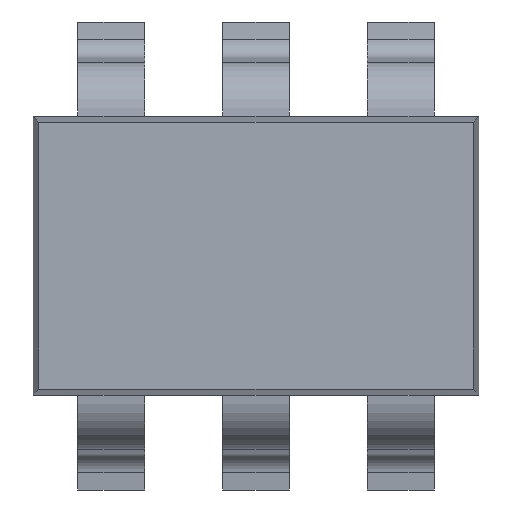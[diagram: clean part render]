
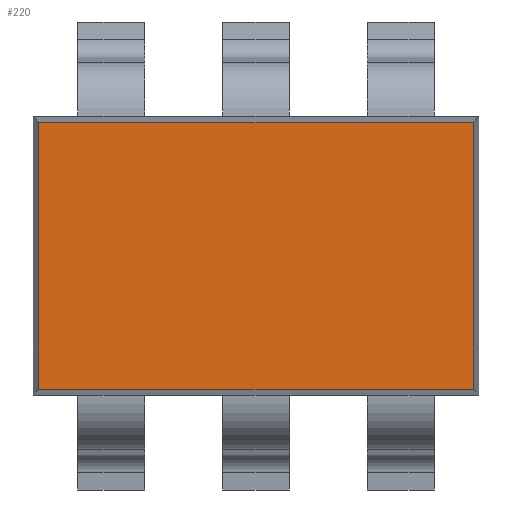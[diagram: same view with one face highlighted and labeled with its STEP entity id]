
A CAD part, top view. The second image highlights one B-rep face of the part: STEP entity #220.
In plain terms, the highlighted planar face has unit normal (0, 0, 1).
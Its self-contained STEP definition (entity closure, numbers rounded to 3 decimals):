
#220 = ADVANCED_FACE( '', ( #464 ), #465, .T. );
#464 = FACE_OUTER_BOUND( '', #729, .T. );
#465 = PLANE( '', #730 );
#729 = EDGE_LOOP( '', ( #1317, #1318, #1319, #1320 ) );
#730 = AXIS2_PLACEMENT_3D( '', #1321, #1322, #1323 );
#1317 = ORIENTED_EDGE( '', *, *, #1848, .T. );
#1318 = ORIENTED_EDGE( '', *, *, #1708, .F. );
#1319 = ORIENTED_EDGE( '', *, *, #1839, .F. );
#1320 = ORIENTED_EDGE( '', *, *, #1849, .T. );
#1321 = CARTESIAN_POINT( '', ( 1., 0.599, 0.45 ) );
#1322 = DIRECTION( '', ( 0., 0., 1. ) );
#1323 = DIRECTION( '', ( 1., 0., 0. ) );
#1708 = EDGE_CURVE( '', #2089, #2090, #2091, .T. );
#1839 = EDGE_CURVE( '', #2272, #2089, #2273, .T. );
#1848 = EDGE_CURVE( '', #2283, #2090, #2284, .T. );
#1849 = EDGE_CURVE( '', #2272, #2283, #2285, .T. );
#2089 = VERTEX_POINT( '', #2595 );
#2090 = VERTEX_POINT( '', #2596 );
#2091 = LINE( '', #2597, #2598 );
#2272 = VERTEX_POINT( '', #2852 );
#2273 = LINE( '', #2853, #2854 );
#2283 = VERTEX_POINT( '', #2870 );
#2284 = LINE( '', #2871, #2872 );
#2285 = LINE( '', #2873, #2874 );
#2595 = CARTESIAN_POINT( '', ( -0.974, -0.599, 0.45 ) );
#2596 = CARTESIAN_POINT( '', ( -0.974, 0.599, 0.45 ) );
#2597 = CARTESIAN_POINT( '', ( -0.974, -2.543, 0.45 ) );
#2598 = VECTOR( '', #3089, 1000. );
#2852 = CARTESIAN_POINT( '', ( 0.974, -0.599, 0.45 ) );
#2853 = CARTESIAN_POINT( '', ( 1., -0.599, 0.45 ) );
#2854 = VECTOR( '', #3229, 1000. );
#2870 = CARTESIAN_POINT( '', ( 0.974, 0.599, 0.45 ) );
#2871 = CARTESIAN_POINT( '', ( 1., 0.599, 0.45 ) );
#2872 = VECTOR( '', #3236, 1000. );
#2873 = CARTESIAN_POINT( '', ( 0.974, -2.543, 0.45 ) );
#2874 = VECTOR( '', #3237, 1000. );
#3089 = DIRECTION( '', ( 0., 1., 0. ) );
#3229 = DIRECTION( '', ( -1., 0., 0. ) );
#3236 = DIRECTION( '', ( -1., 0., 0. ) );
#3237 = DIRECTION( '', ( 0., 1., 0. ) );
